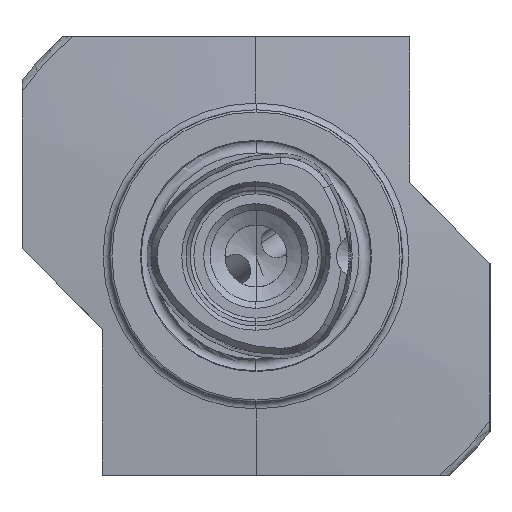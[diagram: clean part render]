
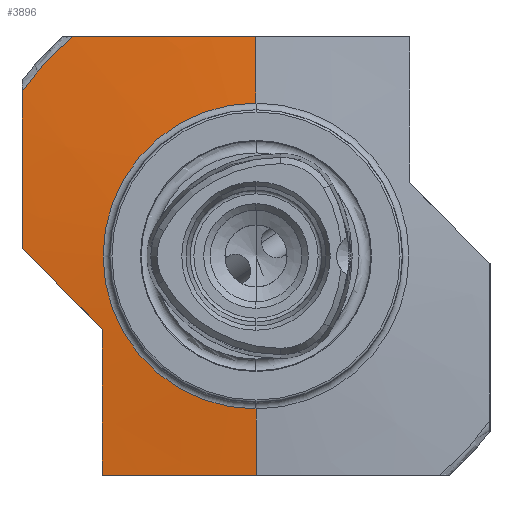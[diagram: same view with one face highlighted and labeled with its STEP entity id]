
A CAD part, left-side view. The second image highlights one B-rep face of the part: STEP entity #3896.
In plain terms, the highlighted conical face has half-angle 85 degrees and reference radius 39.087 mm.
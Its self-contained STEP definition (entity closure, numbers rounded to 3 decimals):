
#49 = CARTESIAN_POINT ( 'NONE',  ( 21.214, 21., -10.331 ) ) ;
#81 = AXIS2_PLACEMENT_3D ( 'NONE', #4798, #990, #5421 ) ;
#148 = CARTESIAN_POINT ( 'NONE',  ( 21.968, 32., 1. ) ) ;
#189 = CARTESIAN_POINT ( 'NONE',  ( 21.977, 32., 4.575 ) ) ;
#191 = ORIENTED_EDGE ( 'NONE', *, *, #5163, .F. ) ;
#216 = ORIENTED_EDGE ( 'NONE', *, *, #5339, .F. ) ;
#248 = VERTEX_POINT ( 'NONE', #3308 ) ;
#310 = CARTESIAN_POINT ( 'NONE',  ( 22.407, 32., 18.873 ) ) ;
#341 = DIRECTION ( 'NONE',  ( 0.087, 0., -0.996 ) ) ;
#479 = CARTESIAN_POINT ( 'NONE',  ( 22.37, 21., -30. ) ) ;
#559 = CARTESIAN_POINT ( 'NONE',  ( 22.586, 25.056, 30. ) ) ;
#578 = AXIS2_PLACEMENT_3D ( 'NONE', #3532, #7845, #4170 ) ;
#667 = CARTESIAN_POINT ( 'NONE',  ( 22.586, 25.056, 30. ) ) ;
#754 = B_SPLINE_CURVE_WITH_KNOTS ( 'NONE', 3,
 ( #1972, #5016, #1258, #3930 ),
 .UNSPECIFIED., .F., .F.,
 ( 4, 4 ),
 ( 0., 0.001 ),
 .UNSPECIFIED. ) ;
#808 = VERTEX_POINT ( 'NONE', #1217 ) ;
#882 = EDGE_CURVE ( 'NONE', #5183, #5260, #1353, .T. ) ;
#927 = CARTESIAN_POINT ( 'NONE',  ( 22.586, 32., 22.446 ) ) ;
#990 = DIRECTION ( 'NONE',  ( -1., 0., 0. ) ) ;
#1217 = CARTESIAN_POINT ( 'NONE',  ( 21.968, 32., 1. ) ) ;
#1258 = CARTESIAN_POINT ( 'NONE',  ( 21.206, 21., -10.12 ) ) ;
#1287 = CARTESIAN_POINT ( 'NONE',  ( 22.136, 21., -26.724 ) ) ;
#1353 = B_SPLINE_CURVE_WITH_KNOTS ( 'NONE', 3,
 ( #3160, #3232, #7988, #3177, #3143, #3128 ),
 .UNSPECIFIED., .F., .F.,
 ( 4, 2, 4 ),
 ( 0.065, 0.075, 0.086 ),
 .UNSPECIFIED. ) ;
#1356 = FACE_OUTER_BOUND ( 'NONE', #6419, .T. ) ;
#1365 = VECTOR ( 'NONE', #341, 1000. ) ;
#1440 = VERTEX_POINT ( 'NONE', #1478 ) ;
#1478 = CARTESIAN_POINT ( 'NONE',  ( 21.791, 0., 30. ) ) ;
#1865 = CARTESIAN_POINT ( 'NONE',  ( 22.152, 16.706, 30. ) ) ;
#1909 = EDGE_CURVE ( 'NONE', #808, #2450, #5149, .T. ) ;
#1972 = CARTESIAN_POINT ( 'NONE',  ( 21.211, 21.234, -9.766 ) ) ;
#2018 = EDGE_CURVE ( 'NONE', #3737, #248, #754, .T. ) ;
#2099 = CARTESIAN_POINT ( 'NONE',  ( 21.968, 32., 1. ) ) ;
#2229 = VERTEX_POINT ( 'NONE', #667 ) ;
#2245 = CARTESIAN_POINT ( 'NONE',  ( 22.586, 0., -39.087 ) ) ;
#2336 = ORIENTED_EDGE ( 'NONE', *, *, #3470, .F. ) ;
#2450 = VERTEX_POINT ( 'NONE', #6863 ) ;
#2517 = CARTESIAN_POINT ( 'NONE',  ( 21.791, 4.177, 30. ) ) ;
#2669 = CARTESIAN_POINT ( 'NONE',  ( 21.211, 21.234, -9.766 ) ) ;
#3075 = CARTESIAN_POINT ( 'NONE',  ( 22.586, 0., 0. ) ) ;
#3128 = CARTESIAN_POINT ( 'NONE',  ( 22.37, 21., -30. ) ) ;
#3143 = CARTESIAN_POINT ( 'NONE',  ( 22.195, 17.502, -30. ) ) ;
#3160 = CARTESIAN_POINT ( 'NONE',  ( 21.791, 0., -30. ) ) ;
#3161 = EDGE_CURVE ( 'NONE', #4318, #5183, #4538, .T. ) ;
#3177 = CARTESIAN_POINT ( 'NONE',  ( 22.049, 14.001, -30. ) ) ;
#3222 = CARTESIAN_POINT ( 'NONE',  ( 21.913, 21., -23.448 ) ) ;
#3232 = CARTESIAN_POINT ( 'NONE',  ( 21.791, 3.499, -30. ) ) ;
#3237 = CARTESIAN_POINT ( 'NONE',  ( 20.996, 0., -20.913 ) ) ;
#3258 = B_SPLINE_CURVE_WITH_KNOTS ( 'NONE', 3,
 ( #559, #4372, #1865, #6280, #2517, #6887 ),
 .UNSPECIFIED., .F., .F.,
 ( 4, 2, 4 ),
 ( 0.089, 0.102, 0.115 ),
 .UNSPECIFIED. ) ;
#3308 = CARTESIAN_POINT ( 'NONE',  ( 21.214, 21., -10.331 ) ) ;
#3371 = EDGE_CURVE ( 'NONE', #3647, #1440, #4148, .T. ) ;
#3470 = EDGE_CURVE ( 'NONE', #3737, #808, #3576, .T. ) ;
#3532 = CARTESIAN_POINT ( 'NONE',  ( 22.586, 0., 0. ) ) ;
#3576 = B_SPLINE_CURVE_WITH_KNOTS ( 'NONE', 3,
 ( #2669, #6423, #3972, #148 ),
 .UNSPECIFIED., .F., .F.,
 ( 4, 4 ),
 ( 0.014, 0.029 ),
 .UNSPECIFIED. ) ;
#3586 = CARTESIAN_POINT ( 'NONE',  ( 21.791, 0., -30. ) ) ;
#3624 = ORIENTED_EDGE ( 'NONE', *, *, #2018, .T. ) ;
#3647 = VERTEX_POINT ( 'NONE', #7765 ) ;
#3723 = EDGE_CURVE ( 'NONE', #2229, #2450, #5097, .T. ) ;
#3737 = VERTEX_POINT ( 'NONE', #6558 ) ;
#3835 = CARTESIAN_POINT ( 'NONE',  ( 22.37, 21., -30. ) ) ;
#3871 = CARTESIAN_POINT ( 'NONE',  ( 21.341, 21., -13.613 ) ) ;
#3896 = ADVANCED_FACE ( 'NONE', ( #1356 ), #5790, .T. ) ;
#3930 = CARTESIAN_POINT ( 'NONE',  ( 21.214, 21., -10.331 ) ) ;
#3958 = B_SPLINE_CURVE_WITH_KNOTS ( 'NONE', 3,
 ( #3835, #1287, #3222, #7564, #3871, #49 ),
 .UNSPECIFIED., .F., .F.,
 ( 4, 2, 4 ),
 ( 0.012, 0.022, 0.032 ),
 .UNSPECIFIED. ) ;
#3972 = CARTESIAN_POINT ( 'NONE',  ( 21.644, 28.414, -2.586 ) ) ;
#4034 = ORIENTED_EDGE ( 'NONE', *, *, #3371, .T. ) ;
#4069 = ORIENTED_EDGE ( 'NONE', *, *, #3161, .F. ) ;
#4085 = DIRECTION ( 'NONE',  ( 1., 0., 0. ) ) ;
#4148 = LINE ( 'NONE', #5659, #5389 ) ;
#4170 = DIRECTION ( 'NONE',  ( 0., 0., 1. ) ) ;
#4318 = VERTEX_POINT ( 'NONE', #3237 ) ;
#4372 = CARTESIAN_POINT ( 'NONE',  ( 22.352, 20.883, 30. ) ) ;
#4538 = LINE ( 'NONE', #2245, #1365 ) ;
#4690 = DIRECTION ( 'NONE',  ( 0., 0., -1. ) ) ;
#4798 = CARTESIAN_POINT ( 'NONE',  ( 20.996, 0., 0. ) ) ;
#5016 = CARTESIAN_POINT ( 'NONE',  ( 21.205, 21.085, -9.915 ) ) ;
#5097 = CIRCLE ( 'NONE', #578, 39.087 ) ;
#5149 = B_SPLINE_CURVE_WITH_KNOTS ( 'NONE', 3,
 ( #2099, #189, #5191, #6410, #310, #927 ),
 .UNSPECIFIED., .F., .F.,
 ( 4, 2, 4 ),
 ( 0.017, 0.028, 0.039 ),
 .UNSPECIFIED. ) ;
#5163 = EDGE_CURVE ( 'NONE', #3647, #4318, #7403, .T. ) ;
#5183 = VERTEX_POINT ( 'NONE', #3586 ) ;
#5191 = CARTESIAN_POINT ( 'NONE',  ( 22.041, 32., 8.149 ) ) ;
#5260 = VERTEX_POINT ( 'NONE', #479 ) ;
#5288 = ORIENTED_EDGE ( 'NONE', *, *, #3723, .T. ) ;
#5339 = EDGE_CURVE ( 'NONE', #2229, #1440, #3258, .T. ) ;
#5389 = VECTOR ( 'NONE', #6293, 1000. ) ;
#5421 = DIRECTION ( 'NONE',  ( 0., 0., 1. ) ) ;
#5659 = CARTESIAN_POINT ( 'NONE',  ( 22.586, 0., 39.087 ) ) ;
#5790 = CONICAL_SURFACE ( 'NONE', #7866, 39.087, 1.484 ) ;
#6114 = ORIENTED_EDGE ( 'NONE', *, *, #1909, .F. ) ;
#6280 = CARTESIAN_POINT ( 'NONE',  ( 21.87, 8.354, 30. ) ) ;
#6293 = DIRECTION ( 'NONE',  ( 0.087, 0., 0.996 ) ) ;
#6410 = CARTESIAN_POINT ( 'NONE',  ( 22.256, 32., 15.298 ) ) ;
#6419 = EDGE_LOOP ( 'NONE', ( #191, #4034, #216, #5288, #6114, #2336, #3624, #6526, #7278, #4069 ) ) ;
#6423 = CARTESIAN_POINT ( 'NONE',  ( 21.366, 24.825, -6.175 ) ) ;
#6526 = ORIENTED_EDGE ( 'NONE', *, *, #8010, .F. ) ;
#6558 = CARTESIAN_POINT ( 'NONE',  ( 21.211, 21.234, -9.766 ) ) ;
#6863 = CARTESIAN_POINT ( 'NONE',  ( 22.586, 32., 22.446 ) ) ;
#6887 = CARTESIAN_POINT ( 'NONE',  ( 21.791, 0., 30. ) ) ;
#7278 = ORIENTED_EDGE ( 'NONE', *, *, #882, .F. ) ;
#7403 = CIRCLE ( 'NONE', #81, 20.913 ) ;
#7564 = CARTESIAN_POINT ( 'NONE',  ( 21.515, 21., -16.892 ) ) ;
#7765 = CARTESIAN_POINT ( 'NONE',  ( 20.996, 0., 20.913 ) ) ;
#7845 = DIRECTION ( 'NONE',  ( -1., 0., 0. ) ) ;
#7866 = AXIS2_PLACEMENT_3D ( 'NONE', #3075, #4085, #4690 ) ;
#7988 = CARTESIAN_POINT ( 'NONE',  ( 21.846, 7., -30. ) ) ;
#8010 = EDGE_CURVE ( 'NONE', #5260, #248, #3958, .T. ) ;
